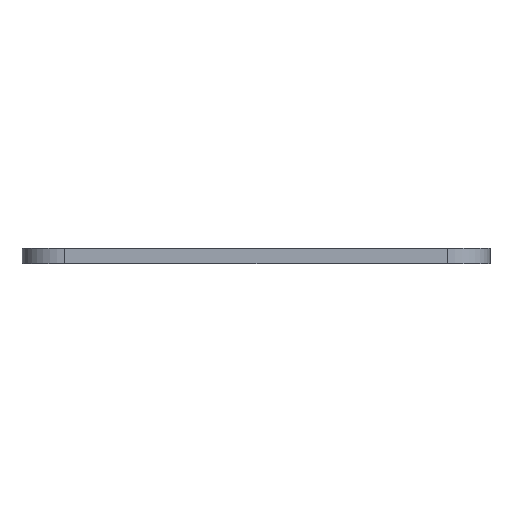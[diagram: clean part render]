
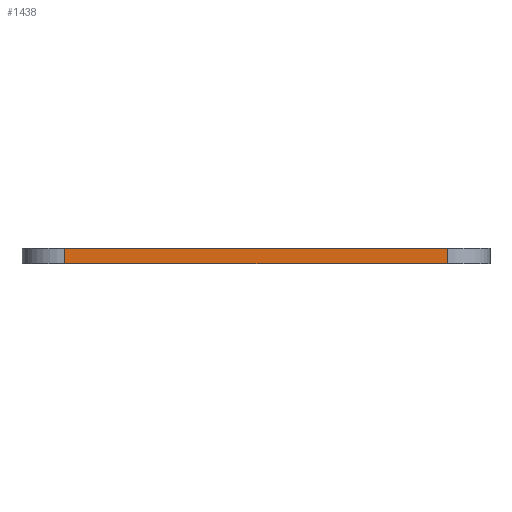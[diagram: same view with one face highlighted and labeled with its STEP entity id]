
A CAD part, front view. The second image highlights one B-rep face of the part: STEP entity #1438.
In plain terms, the highlighted planar face has unit normal (0, -1, 0).
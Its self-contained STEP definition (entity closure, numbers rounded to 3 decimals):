
#212=CARTESIAN_POINT('',(12.25,-15.,-0.5));
#213=VERTEX_POINT('',#212);
#221=CARTESIAN_POINT('',(-12.25,-15.0,-0.5));
#222=VERTEX_POINT('',#221);
#223=CARTESIAN_POINT('',(-12.25,-15.0,-0.5));
#224=DIRECTION('',(1.0,0.0,0.0));
#225=VECTOR('',#224,24.5);
#226=LINE('',#223,#225);
#227=EDGE_CURVE('',#222,#213,#226,.T.);
#574=CARTESIAN_POINT('',(-12.25,-15.0,0.5));
#575=VERTEX_POINT('',#574);
#583=CARTESIAN_POINT('',(12.25,-15.,0.5));
#584=VERTEX_POINT('',#583);
#585=CARTESIAN_POINT('',(12.25,-15.,0.5));
#586=DIRECTION('',(-1.0,0.0,0.0));
#587=VECTOR('',#586,24.5);
#588=LINE('',#585,#587);
#589=EDGE_CURVE('',#584,#575,#588,.T.);
#829=CARTESIAN_POINT('',(12.25,-15.,0.5));
#830=DIRECTION('',(0.0,0.0,-1.0));
#831=VECTOR('',#830,1.0);
#832=LINE('',#829,#831);
#833=EDGE_CURVE('',#584,#213,#832,.T.);
#861=CARTESIAN_POINT('',(-12.25,-15.0,-0.5));
#862=DIRECTION('',(0.0,0.0,1.0));
#863=VECTOR('',#862,1.0);
#864=LINE('',#861,#863);
#865=EDGE_CURVE('',#222,#575,#864,.T.);
#1427=CARTESIAN_POINT('',(15.,-15.,0.0));
#1428=DIRECTION('',(0.0,-1.0,0.0));
#1429=DIRECTION('',(0.0,0.0,-1.0));
#1430=AXIS2_PLACEMENT_3D('',#1427,#1428,#1429);
#1431=PLANE('',#1430);
#1432=ORIENTED_EDGE('',*,*,#833,.F.);
#1433=ORIENTED_EDGE('',*,*,#589,.T.);
#1434=ORIENTED_EDGE('',*,*,#865,.F.);
#1435=ORIENTED_EDGE('',*,*,#227,.T.);
#1436=EDGE_LOOP('',(#1432,#1433,#1434,#1435));
#1437=FACE_OUTER_BOUND('',#1436,.T.);
#1438=ADVANCED_FACE('',(#1437),#1431,.T.);
